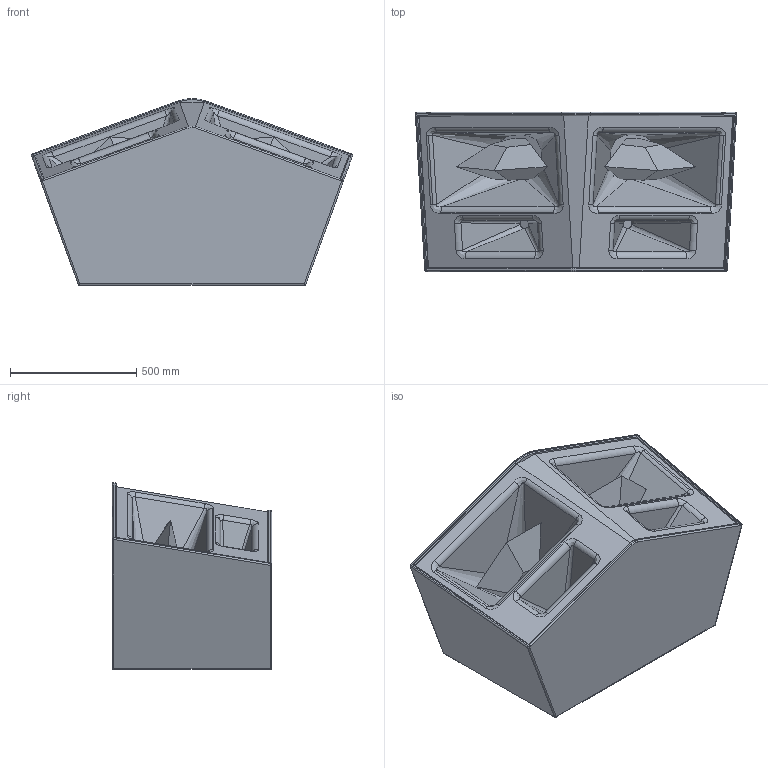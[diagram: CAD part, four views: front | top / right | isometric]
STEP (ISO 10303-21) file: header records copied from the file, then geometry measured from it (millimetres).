
FILE_DESCRIPTION (( 'STEP AP203' ), '1' );
FILE_NAME ('DS210-A-Dummy.STEP', '2022-01-31T11:42:07', ( '' ), ( '' ), 'SwSTEP 2.0', 'SolidWorks 2019', '' );
FILE_SCHEMA (( 'CONFIG_CONTROL_DESIGN' ));
Length unit declared in the file: millimetre
Products named in the file (1): DS210-A-Dummy
Bounding box: 1271.63 x 631.08 x 739.88 mm (x, y, z)
Volume: 344203304.5 mm3; surface area: 4345523.4 mm2
Topology: 1 solids, 1 shells, 173 faces, 416 edges, 244 vertices
Faces by surface type: plane 63, cylinder 58, bspline 32, torus 12, sphere 8
Entity records: 8382 total; most frequent: CARTESIAN_POINT 4621, ORIENTED_EDGE 816, DIRECTION 696, EDGE_CURVE 408, AXIS2_PLACEMENT_3D 252, VERTEX_POINT 244, VECTOR 192, LINE 192
